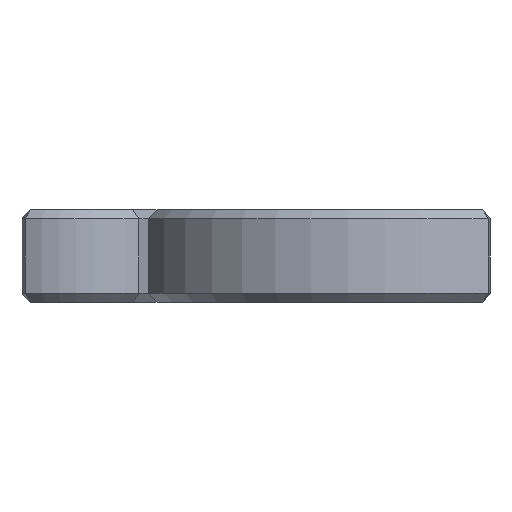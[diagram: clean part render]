
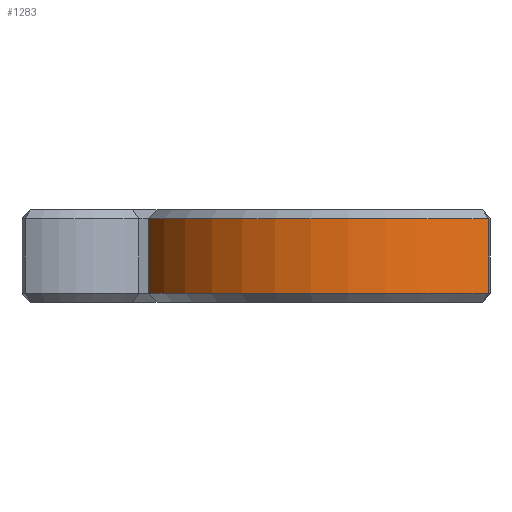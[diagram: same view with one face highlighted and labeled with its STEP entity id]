
A CAD part, left-side view. The second image highlights one B-rep face of the part: STEP entity #1283.
In plain terms, the highlighted cylindrical face has radius 12 mm (diameter 24 mm), a partial arc.
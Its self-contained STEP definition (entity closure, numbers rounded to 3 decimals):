
#102 = B_SPLINE_SURFACE_WITH_KNOTS('',1,2,(
    (#103,#104,#105,#106,#107)
    ,(#108,#109,#110,#111,#112
    )),.UNSPECIFIED.,.F.,.F.,.F.,(2,2),(3,1,1,3),(0.,5.),(-0.222,
    0.,5.,5.222),.UNSPECIFIED.);
#103 = CARTESIAN_POINT('',(-4.043,11.771,-0.222));
#104 = CARTESIAN_POINT('',(-4.043,11.771,-0.111));
#105 = CARTESIAN_POINT('',(-4.043,11.771,2.5));
#106 = CARTESIAN_POINT('',(-4.043,11.771,5.111));
#107 = CARTESIAN_POINT('',(-4.043,11.771,5.222));
#108 = CARTESIAN_POINT('',(-4.16,11.256,-0.222));
#109 = CARTESIAN_POINT('',(-4.16,11.256,-0.111));
#110 = CARTESIAN_POINT('',(-4.16,11.256,2.5));
#111 = CARTESIAN_POINT('',(-4.16,11.256,5.111));
#112 = CARTESIAN_POINT('',(-4.16,11.256,5.222));
#408 = VERTEX_POINT('',#409);
#409 = CARTESIAN_POINT('',(-4.16,11.256,0.5));
#428 = EDGE_CURVE('',#408,#429,#431,.T.);
#429 = VERTEX_POINT('',#430);
#430 = CARTESIAN_POINT('',(-4.16,11.256,4.5));
#431 = SURFACE_CURVE('',#432,(#438,#445),.PCURVE_S1.);
#432 = B_SPLINE_CURVE_WITH_KNOTS('',2,(#433,#434,#435,#436,#437),
  .UNSPECIFIED.,.F.,.F.,(3,1,1,3),(-0.222,0.,5.,
    5.222),.UNSPECIFIED.);
#433 = CARTESIAN_POINT('',(-4.16,11.256,-0.222));
#434 = CARTESIAN_POINT('',(-4.16,11.256,-0.111));
#435 = CARTESIAN_POINT('',(-4.16,11.256,2.5));
#436 = CARTESIAN_POINT('',(-4.16,11.256,5.111));
#437 = CARTESIAN_POINT('',(-4.16,11.256,5.222));
#438 = PCURVE('',#102,#439);
#439 = DEFINITIONAL_REPRESENTATION('',(#440),#444);
#440 = LINE('',#441,#442);
#441 = CARTESIAN_POINT('',(5.,0.));
#442 = VECTOR('',#443,1.);
#443 = DIRECTION('',(0.,1.));
#444 = ( GEOMETRIC_REPRESENTATION_CONTEXT(2) 
PARAMETRIC_REPRESENTATION_CONTEXT() REPRESENTATION_CONTEXT('2D SPACE',''
  ) );
#445 = PCURVE('',#446,#451);
#446 = CYLINDRICAL_SURFACE('',#447,12.);
#447 = AXIS2_PLACEMENT_3D('',#448,#449,#450);
#448 = CARTESIAN_POINT('',(0.,0.,0.));
#449 = DIRECTION('',(0.,0.,1.));
#450 = DIRECTION('',(1.,0.,0.));
#451 = DEFINITIONAL_REPRESENTATION('',(#452),#455);
#452 = B_SPLINE_CURVE_WITH_KNOTS('',1,(#453,#454),.UNSPECIFIED.,.F.,.F.,
  (2,2),(0.,5.),.PIECEWISE_BEZIER_KNOTS.);
#453 = CARTESIAN_POINT('',(8.208,0.));
#454 = CARTESIAN_POINT('',(8.208,5.));
#455 = ( GEOMETRIC_REPRESENTATION_CONTEXT(2) 
PARAMETRIC_REPRESENTATION_CONTEXT() REPRESENTATION_CONTEXT('2D SPACE',''
  ) );
#651 = CONICAL_SURFACE('',#652,12.,0.785);
#652 = AXIS2_PLACEMENT_3D('',#653,#654,#655);
#653 = CARTESIAN_POINT('',(0.,0.,0.5));
#654 = DIRECTION('',(0.,0.,1.));
#655 = DIRECTION('',(-0.307,0.952,0.));
#956 = CONICAL_SURFACE('',#957,12.,0.785);
#957 = AXIS2_PLACEMENT_3D('',#958,#959,#960);
#958 = CARTESIAN_POINT('',(0.,0.,4.5));
#959 = DIRECTION('',(-0.,-0.,-1.));
#960 = DIRECTION('',(-0.781,-0.625,0.));
#1283 = ADVANCED_FACE('',(#1284),#446,.T.);
#1284 = FACE_BOUND('',#1285,.T.);
#1285 = EDGE_LOOP('',(#1286,#1287,#1311,#1346));
#1286 = ORIENTED_EDGE('',*,*,#428,.F.);
#1287 = ORIENTED_EDGE('',*,*,#1288,.T.);
#1288 = EDGE_CURVE('',#408,#1289,#1291,.T.);
#1289 = VERTEX_POINT('',#1290);
#1290 = CARTESIAN_POINT('',(-9.675,-7.099,0.5));
#1291 = SURFACE_CURVE('',#1292,(#1297,#1304),.PCURVE_S1.);
#1292 = CIRCLE('',#1293,12.);
#1293 = AXIS2_PLACEMENT_3D('',#1294,#1295,#1296);
#1294 = CARTESIAN_POINT('',(0.,0.,0.5));
#1295 = DIRECTION('',(0.,0.,1.));
#1296 = DIRECTION('',(-0.307,0.952,0.));
#1297 = PCURVE('',#446,#1298);
#1298 = DEFINITIONAL_REPRESENTATION('',(#1299),#1303);
#1299 = LINE('',#1300,#1301);
#1300 = CARTESIAN_POINT('',(8.166,0.5));
#1301 = VECTOR('',#1302,1.);
#1302 = DIRECTION('',(1.,0.));
#1303 = ( GEOMETRIC_REPRESENTATION_CONTEXT(2) 
PARAMETRIC_REPRESENTATION_CONTEXT() REPRESENTATION_CONTEXT('2D SPACE',''
  ) );
#1304 = PCURVE('',#651,#1305);
#1305 = DEFINITIONAL_REPRESENTATION('',(#1306),#1310);
#1306 = LINE('',#1307,#1308);
#1307 = CARTESIAN_POINT('',(0.,-0.));
#1308 = VECTOR('',#1309,1.);
#1309 = DIRECTION('',(1.,-0.));
#1310 = ( GEOMETRIC_REPRESENTATION_CONTEXT(2) 
PARAMETRIC_REPRESENTATION_CONTEXT() REPRESENTATION_CONTEXT('2D SPACE',''
  ) );
#1311 = ORIENTED_EDGE('',*,*,#1312,.T.);
#1312 = EDGE_CURVE('',#1289,#1313,#1315,.T.);
#1313 = VERTEX_POINT('',#1314);
#1314 = CARTESIAN_POINT('',(-9.675,-7.099,4.5));
#1315 = SURFACE_CURVE('',#1316,(#1322,#1328),.PCURVE_S1.);
#1316 = B_SPLINE_CURVE_WITH_KNOTS('',2,(#1317,#1318,#1319,#1320,#1321),
  .UNSPECIFIED.,.F.,.F.,(3,1,1,3),(-0.222,0.,5.,
    5.222),.UNSPECIFIED.);
#1317 = CARTESIAN_POINT('',(-9.675,-7.099,-0.222));
#1318 = CARTESIAN_POINT('',(-9.675,-7.099,-0.111));
#1319 = CARTESIAN_POINT('',(-9.675,-7.099,2.5));
#1320 = CARTESIAN_POINT('',(-9.675,-7.099,5.111));
#1321 = CARTESIAN_POINT('',(-9.675,-7.099,5.222));
#1322 = PCURVE('',#446,#1323);
#1323 = DEFINITIONAL_REPRESENTATION('',(#1324),#1327);
#1324 = B_SPLINE_CURVE_WITH_KNOTS('',1,(#1325,#1326),.UNSPECIFIED.,.F.,
  .F.,(2,2),(0.,5.),.PIECEWISE_BEZIER_KNOTS.);
#1325 = CARTESIAN_POINT('',(10.058,0.));
#1326 = CARTESIAN_POINT('',(10.058,5.));
#1327 = ( GEOMETRIC_REPRESENTATION_CONTEXT(2) 
PARAMETRIC_REPRESENTATION_CONTEXT() REPRESENTATION_CONTEXT('2D SPACE',''
  ) );
#1328 = PCURVE('',#1329,#1340);
#1329 = B_SPLINE_SURFACE_WITH_KNOTS('',1,2,(
    (#1330,#1331,#1332,#1333,#1334)
    ,(#1335,#1336,#1337,#1338,#1339
    )),.UNSPECIFIED.,.F.,.F.,.F.,(2,2),(3,1,1,3),(0.,5.),(-0.222,
    0.,5.,5.222),.UNSPECIFIED.);
#1330 = CARTESIAN_POINT('',(-9.675,-7.099,-0.222));
#1331 = CARTESIAN_POINT('',(-9.675,-7.099,-0.111));
#1332 = CARTESIAN_POINT('',(-9.675,-7.099,2.5));
#1333 = CARTESIAN_POINT('',(-9.675,-7.099,5.111));
#1334 = CARTESIAN_POINT('',(-9.675,-7.099,5.222));
#1335 = CARTESIAN_POINT('',(-8.98,-7.184,-0.222));
#1336 = CARTESIAN_POINT('',(-8.98,-7.184,-0.111));
#1337 = CARTESIAN_POINT('',(-8.98,-7.184,2.5));
#1338 = CARTESIAN_POINT('',(-8.98,-7.184,5.111));
#1339 = CARTESIAN_POINT('',(-8.98,-7.184,5.222));
#1340 = DEFINITIONAL_REPRESENTATION('',(#1341),#1345);
#1341 = LINE('',#1342,#1343);
#1342 = CARTESIAN_POINT('',(0.,0.));
#1343 = VECTOR('',#1344,1.);
#1344 = DIRECTION('',(0.,1.));
#1345 = ( GEOMETRIC_REPRESENTATION_CONTEXT(2) 
PARAMETRIC_REPRESENTATION_CONTEXT() REPRESENTATION_CONTEXT('2D SPACE',''
  ) );
#1346 = ORIENTED_EDGE('',*,*,#1347,.T.);
#1347 = EDGE_CURVE('',#1313,#429,#1348,.T.);
#1348 = SURFACE_CURVE('',#1349,(#1354,#1361),.PCURVE_S1.);
#1349 = CIRCLE('',#1350,12.);
#1350 = AXIS2_PLACEMENT_3D('',#1351,#1352,#1353);
#1351 = CARTESIAN_POINT('',(0.,0.,4.5));
#1352 = DIRECTION('',(-0.,0.,-1.));
#1353 = DIRECTION('',(-0.781,-0.625,0.));
#1354 = PCURVE('',#446,#1355);
#1355 = DEFINITIONAL_REPRESENTATION('',(#1356),#1360);
#1356 = LINE('',#1357,#1358);
#1357 = CARTESIAN_POINT('',(10.1,4.5));
#1358 = VECTOR('',#1359,1.);
#1359 = DIRECTION('',(-1.,-0.));
#1360 = ( GEOMETRIC_REPRESENTATION_CONTEXT(2) 
PARAMETRIC_REPRESENTATION_CONTEXT() REPRESENTATION_CONTEXT('2D SPACE',''
  ) );
#1361 = PCURVE('',#956,#1362);
#1362 = DEFINITIONAL_REPRESENTATION('',(#1363),#1367);
#1363 = LINE('',#1364,#1365);
#1364 = CARTESIAN_POINT('',(0.,0.));
#1365 = VECTOR('',#1366,1.);
#1366 = DIRECTION('',(1.,0.));
#1367 = ( GEOMETRIC_REPRESENTATION_CONTEXT(2) 
PARAMETRIC_REPRESENTATION_CONTEXT() REPRESENTATION_CONTEXT('2D SPACE',''
  ) );
